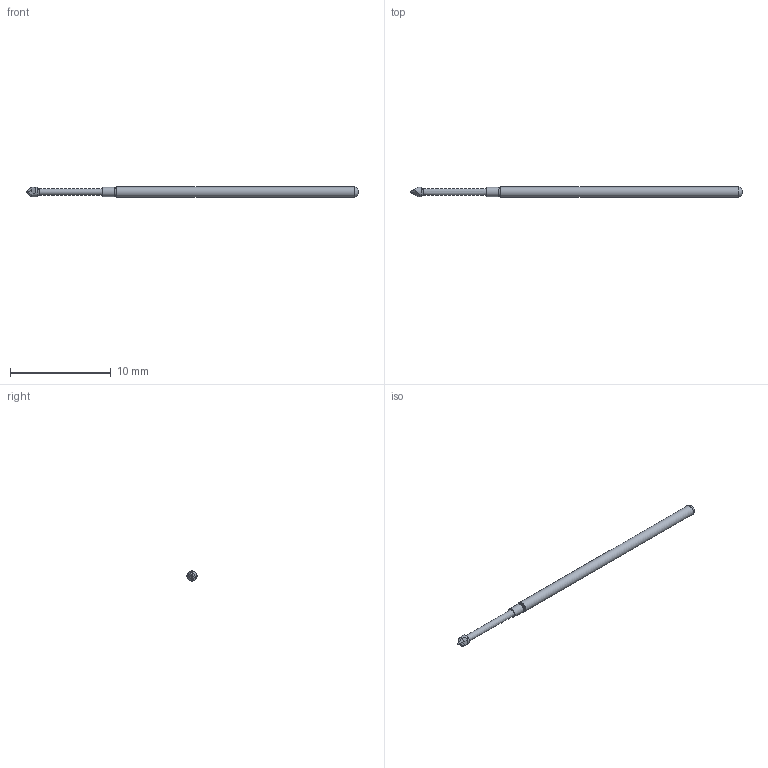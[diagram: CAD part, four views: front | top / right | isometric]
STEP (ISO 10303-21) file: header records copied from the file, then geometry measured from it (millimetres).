
FILE_DESCRIPTION (( 'STEP AP214' ), '1' );
FILE_NAME ('075-PR_2571_-S.STEP', '2017-10-12T17:13:22', ( '' ), ( '' ), 'SwSTEP 2.0', 'SolidWorks 2017', '' );
FILE_SCHEMA (( 'AUTOMOTIVE_DESIGN' ));
Length unit declared in the file: inch
Products named in the file (1): 075-PR_2571_-S
Bounding box: 33.02 x 1.02 x 1.02 mm (x, y, z)
Volume: 23.2 mm3; surface area: 98 mm2
Topology: 1 solids, 1 shells, 25 faces, 55 edges, 33 vertices
Faces by surface type: plane 15, cone 4, torus 3, cylinder 3
Full cylindrical faces by diameter (mm): 0.914 x1, 0.965 x1, 1.021 x1
Entity records: 973 total; most frequent: CARTESIAN_POINT 136, DIRECTION 94, ORIENTED_EDGE 86, EDGE_CURVE 43, AXIS2_PLACEMENT_3D 37, EDGE_LOOP 36, VERTEX_POINT 31, FACE_OUTER_BOUND 31
